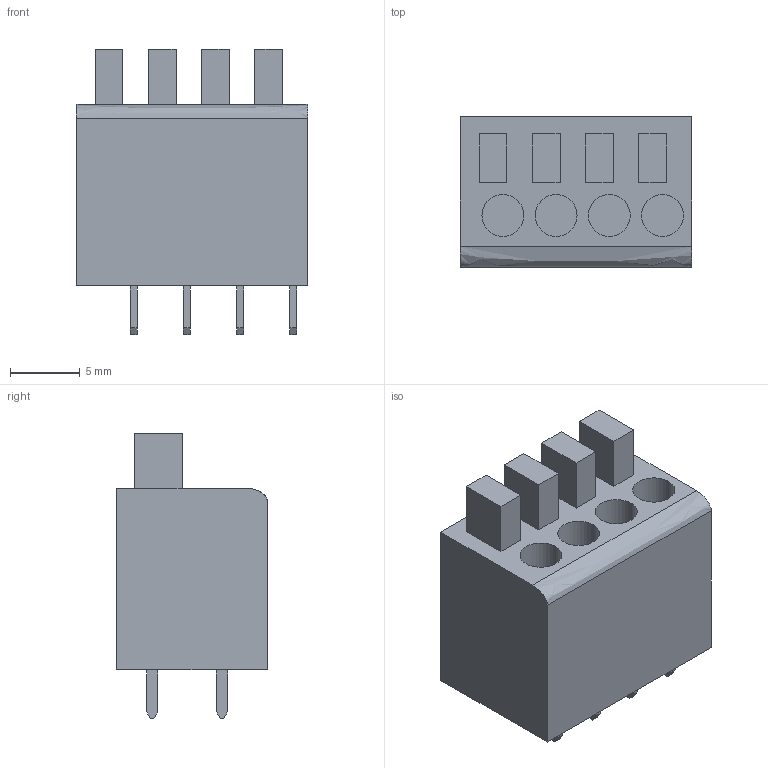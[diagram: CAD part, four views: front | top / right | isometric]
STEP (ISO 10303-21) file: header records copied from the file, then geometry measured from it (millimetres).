
FILE_DESCRIPTION (( 'STEP AP214' ), '1' );
FILE_NAME ('DG236-3.81-04P.STEP', '2023-02-01T10:57:32', ( '' ), ( '' ), 'SwSTEP 2.0', 'SolidWorks 2019', '' );
FILE_SCHEMA (( 'AUTOMOTIVE_DESIGN' ));
Length unit declared in the file: millimetre
Products named in the file (1): DG236-3.81-04P
Bounding box: 16.59 x 10.8 x 20.45 mm (x, y, z)
Volume: 2333.5 mm3; surface area: 1452.8 mm2
Topology: 1 solids, 1 shells, 95 faces, 231 edges, 154 vertices
Faces by surface type: plane 86, cylinder 8, bspline 1
Entity records: 3451 total; most frequent: CARTESIAN_POINT 553, ORIENTED_EDGE 462, DIRECTION 433, EDGE_CURVE 231, LINE 211, VECTOR 211, VERTEX_POINT 154, AXIS2_PLACEMENT_3D 111
